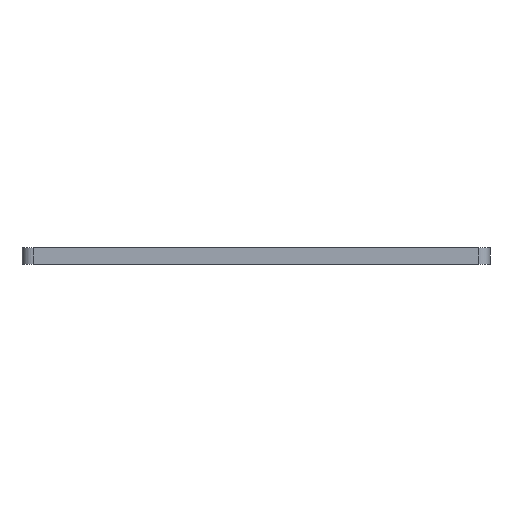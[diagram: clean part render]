
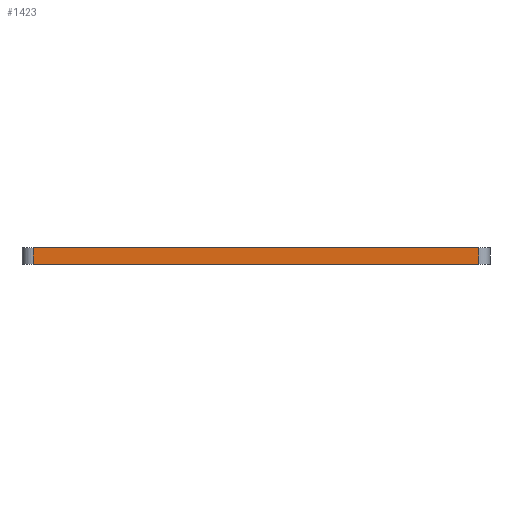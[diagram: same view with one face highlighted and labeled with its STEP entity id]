
A CAD part, left-side view. The second image highlights one B-rep face of the part: STEP entity #1423.
In plain terms, the highlighted planar face has unit normal (-1, 0, 0).
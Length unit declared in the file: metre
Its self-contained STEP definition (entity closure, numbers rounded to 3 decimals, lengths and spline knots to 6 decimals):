
#228=ORIENTED_EDGE('',*,*,#596,.T.);
#229=ORIENTED_EDGE('',*,*,#597,.T.);
#230=ORIENTED_EDGE('',*,*,#598,.F.);
#231=ORIENTED_EDGE('',*,*,#599,.T.);
#596=EDGE_CURVE('',#780,#781,#924,.T.);
#597=EDGE_CURVE('',#781,#782,#925,.T.);
#598=EDGE_CURVE('',#783,#782,#926,.T.);
#599=EDGE_CURVE('',#783,#780,#927,.F.);
#780=VERTEX_POINT('',#2235);
#781=VERTEX_POINT('',#2236);
#782=VERTEX_POINT('',#2238);
#783=VERTEX_POINT('',#2240);
#924=LINE('',#2234,#1004);
#925=LINE('',#2237,#1005);
#926=LINE('',#2239,#1006);
#927=LINE('',#2241,#1007);
#1004=VECTOR('',#1759,1.);
#1005=VECTOR('',#1760,1.);
#1006=VECTOR('',#1761,1.);
#1007=VECTOR('',#1762,1.);
#1045=EDGE_LOOP('',(#228,#229,#230,#231));
#1223=FACE_BOUND('',#1045,.T.);
#1401=PLANE('',#1512);
#1423=ADVANCED_FACE('',(#1223),#1401,.T.);
#1512=AXIS2_PLACEMENT_3D('',#2233,#1757,#1758);
#1757=DIRECTION('',(-1.,0.,0.));
#1758=DIRECTION('',(0.,0.,1.));
#1759=DIRECTION('',(0.,1.,0.));
#1760=DIRECTION('',(0.,0.,-1.));
#1761=DIRECTION('',(0.,1.,0.));
#1762=DIRECTION('',(0.,0.,-1.));
#2233=CARTESIAN_POINT('',(-0.054803,-0.153337,0.003));
#2234=CARTESIAN_POINT('',(-0.054803,-0.153337,0.003));
#2235=CARTESIAN_POINT('',(-0.054803,-0.21489,0.003));
#2236=CARTESIAN_POINT('',(-0.054803,-0.13589,0.003));
#2237=CARTESIAN_POINT('',(-0.054803,-0.13589,0.003));
#2238=CARTESIAN_POINT('',(-0.054803,-0.13589,0.));
#2239=CARTESIAN_POINT('',(-0.054803,-0.153337,0.));
#2240=CARTESIAN_POINT('',(-0.054803,-0.21489,0.));
#2241=CARTESIAN_POINT('',(-0.054803,-0.21489,0.003));
